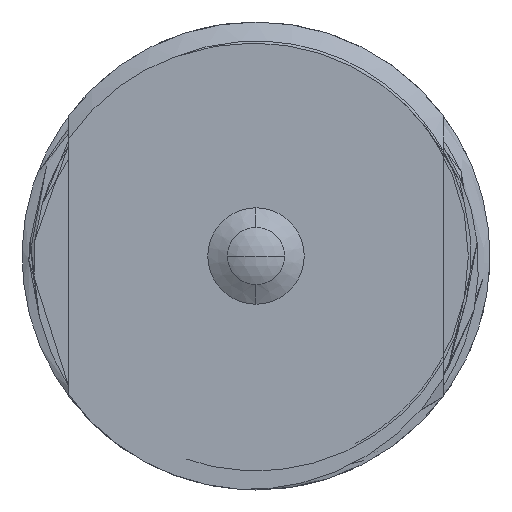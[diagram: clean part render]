
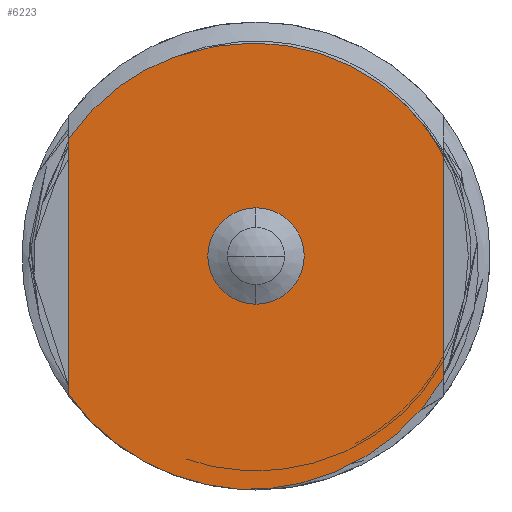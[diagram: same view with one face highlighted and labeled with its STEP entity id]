
A CAD part, left-side view. The second image highlights one B-rep face of the part: STEP entity #6223.
In plain terms, the highlighted planar face has unit normal (-1, 0, 0).
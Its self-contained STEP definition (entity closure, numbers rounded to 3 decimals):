
#78 = CARTESIAN_POINT ( 'NONE',  ( 0.407, 0., 0. ) ) ;
#240 = ORIENTED_EDGE ( 'NONE', *, *, #2956, .T. ) ;
#424 = VERTEX_POINT ( 'NONE', #5575 ) ;
#567 = ORIENTED_EDGE ( 'NONE', *, *, #2572, .F. ) ;
#749 = CARTESIAN_POINT ( 'NONE',  ( 0.407, 3.712, 2.894 ) ) ;
#840 = ORIENTED_EDGE ( 'NONE', *, *, #5465, .F. ) ;
#954 = CARTESIAN_POINT ( 'NONE',  ( 0.407, -1.959, -4.498 ) ) ;
#1030 = VERTEX_POINT ( 'NONE', #2004 ) ;
#1129 = CARTESIAN_POINT ( 'NONE',  ( 0.407, 0.389, 4.547 ) ) ;
#1182 = CARTESIAN_POINT ( 'NONE',  ( 0.407, 0.667, 4.52 ) ) ;
#1678 = CIRCLE ( 'NONE', #12420, 5. ) ;
#1714 = EDGE_CURVE ( 'NONE', #16259, #8925, #4246, .T. ) ;
#1915 = DIRECTION ( 'NONE',  ( -1., 0., 0. ) ) ;
#2004 = CARTESIAN_POINT ( 'NONE',  ( 0.407, 1.743, 4.251 ) ) ;
#2099 = CARTESIAN_POINT ( 'NONE',  ( 0.407, 2.195, 4.068 ) ) ;
#2128 = CARTESIAN_POINT ( 'NONE',  ( 0.407, -4., -2.62 ) ) ;
#2157 = DIRECTION ( 'NONE',  ( 0., 0., 1. ) ) ;
#2214 = CARTESIAN_POINT ( 'NONE',  ( 0.407, -4., 2.204 ) ) ;
#2301 = CARTESIAN_POINT ( 'NONE',  ( 0.407, -0.084, -4.987 ) ) ;
#2365 = EDGE_CURVE ( 'NONE', #14480, #424, #7803, .T. ) ;
#2474 = CARTESIAN_POINT ( 'NONE',  ( 0.407, -3.15, 3.288 ) ) ;
#2572 = EDGE_CURVE ( 'NONE', #8925, #1030, #13471, .T. ) ;
#2632 = CARTESIAN_POINT ( 'NONE',  ( 0.407, 1.743, 4.251 ) ) ;
#2956 = EDGE_CURVE ( 'NONE', #4374, #3020, #5821, .T. ) ;
#3020 = VERTEX_POINT ( 'NONE', #2214 ) ;
#3027 = ORIENTED_EDGE ( 'NONE', *, *, #7890, .F. ) ;
#3058 = CARTESIAN_POINT ( 'NONE',  ( 0.407, 0., 0. ) ) ;
#3392 = CARTESIAN_POINT ( 'NONE',  ( 0.407, -1.147, -4.808 ) ) ;
#3559 = CARTESIAN_POINT ( 'NONE',  ( 0.407, -3.037, -3.781 ) ) ;
#4105 = CARTESIAN_POINT ( 'NONE',  ( 0.407, 4., -2.951 ) ) ;
#4246 = LINE ( 'NONE', #7246, #8403 ) ;
#4298 = CARTESIAN_POINT ( 'NONE',  ( 0.407, 0., -1.031 ) ) ;
#4374 = VERTEX_POINT ( 'NONE', #8212 ) ;
#4588 = EDGE_LOOP ( 'NONE', ( #240, #840, #567, #12887, #14272, #14865, #3027 ) ) ;
#4697 = CARTESIAN_POINT ( 'NONE',  ( 0.407, -3.777, -2.995 ) ) ;
#5465 = EDGE_CURVE ( 'NONE', #1030, #3020, #8127, .T. ) ;
#5575 = CARTESIAN_POINT ( 'NONE',  ( 0.407, 0., 1.031 ) ) ;
#5602 = FACE_BOUND ( 'NONE', #7153, .T. ) ;
#5697 = EDGE_CURVE ( 'NONE', #13889, #16259, #12202, .T. ) ;
#5799 = ORIENTED_EDGE ( 'NONE', *, *, #2365, .F. ) ;
#5821 = LINE ( 'NONE', #6102, #16302 ) ;
#5938 = CARTESIAN_POINT ( 'NONE',  ( 0.407, 1.743, 4.251 ) ) ;
#5964 = CARTESIAN_POINT ( 'NONE',  ( 0.407, 0.354, -4.987 ) ) ;
#6022 = CARTESIAN_POINT ( 'NONE',  ( 0.407, -2.869, -3.922 ) ) ;
#6102 = CARTESIAN_POINT ( 'NONE',  ( 0.407, -4., 3.599 ) ) ;
#6140 = CARTESIAN_POINT ( 'NONE',  ( 0.407, -2.499, 3.799 ) ) ;
#6200 = CARTESIAN_POINT ( 'NONE',  ( 0.407, 0.354, -4.987 ) ) ;
#6223 = ADVANCED_FACE ( 'NONE', ( #5602, #11353 ), #15260, .F. ) ;
#6252 = CARTESIAN_POINT ( 'NONE',  ( 0.407, -0.435, 4.532 ) ) ;
#6420 = EDGE_CURVE ( 'NONE', #424, #14480, #11156, .T. ) ;
#7036 = CARTESIAN_POINT ( 'NONE',  ( 0.407, 3.199, 3.41 ) ) ;
#7153 = EDGE_LOOP ( 'NONE', ( #5799, #9508 ) ) ;
#7246 = CARTESIAN_POINT ( 'NONE',  ( 0.407, 4., 3.599 ) ) ;
#7317 = DIRECTION ( 'NONE',  ( 0., 0., 1. ) ) ;
#7411 = CARTESIAN_POINT ( 'NONE',  ( 0.407, -4., 2.204 ) ) ;
#7460 = CARTESIAN_POINT ( 'NONE',  ( 0.407, -1.251, 4.372 ) ) ;
#7676 = DIRECTION ( 'NONE',  ( 0., 0., -1. ) ) ;
#7803 = CIRCLE ( 'NONE', #11109, 1.031 ) ;
#7830 = DIRECTION ( 'NONE',  ( 0., 0., 1. ) ) ;
#7890 = EDGE_CURVE ( 'NONE', #4374, #11521, #15922, .T. ) ;
#8127 = B_SPLINE_CURVE_WITH_KNOTS ( 'NONE', 3,
 ( #2632, #16245, #12649, #1182, #1129, #12488, #6252, #11431, #7460, #10000, #13927, #6140, #14988, #2474, #13871, #15096, #15198, #7411 ),
 .UNSPECIFIED., .F., .F.,
 ( 4, 2, 2, 2, 2, 2, 2, 2, 4 ),
 ( 0., 0.001, 0.002, 0.003, 0.003, 0.004, 0.005, 0.006, 0.007 ),
 .UNSPECIFIED. ) ;
#8212 = CARTESIAN_POINT ( 'NONE',  ( 0.407, -4., -2.62 ) ) ;
#8228 = CARTESIAN_POINT ( 'NONE',  ( 0.407, 2.818, 3.705 ) ) ;
#8403 = VECTOR ( 'NONE', #9776, 1000. ) ;
#8440 = CARTESIAN_POINT ( 'NONE',  ( 0.407, -1.354, -4.744 ) ) ;
#8472 = CARTESIAN_POINT ( 'NONE',  ( 0.407, 1.972, 4.169 ) ) ;
#8685 = AXIS2_PLACEMENT_3D ( 'NONE', #78, #11591, #14084 ) ;
#8843 = CARTESIAN_POINT ( 'NONE',  ( 0.407, 1.031, 0. ) ) ;
#8925 = VERTEX_POINT ( 'NONE', #9372 ) ;
#9198 = AXIS2_PLACEMENT_3D ( 'NONE', #8843, #10112, #7676 ) ;
#9372 = CARTESIAN_POINT ( 'NONE',  ( 0.407, 4., 2.509 ) ) ;
#9508 = ORIENTED_EDGE ( 'NONE', *, *, #6420, .F. ) ;
#9739 = CARTESIAN_POINT ( 'NONE',  ( 0.407, 4., -2.951 ) ) ;
#9776 = DIRECTION ( 'NONE',  ( 0., 0., 1. ) ) ;
#9825 = CARTESIAN_POINT ( 'NONE',  ( 0.407, -0.516, -4.943 ) ) ;
#10000 = CARTESIAN_POINT ( 'NONE',  ( 0.407, -1.768, 4.188 ) ) ;
#10112 = DIRECTION ( 'NONE',  ( 1., 0., 0. ) ) ;
#11109 = AXIS2_PLACEMENT_3D ( 'NONE', #13505, #1915, #2157 ) ;
#11152 = CARTESIAN_POINT ( 'NONE',  ( 0.407, -0.728, -4.907 ) ) ;
#11156 = CIRCLE ( 'NONE', #8685, 1.031 ) ;
#11353 = FACE_OUTER_BOUND ( 'NONE', #4588, .T. ) ;
#11431 = CARTESIAN_POINT ( 'NONE',  ( 0.407, -0.98, 4.442 ) ) ;
#11521 = VERTEX_POINT ( 'NONE', #6200 ) ;
#11591 = DIRECTION ( 'NONE',  ( -1., 0., 0. ) ) ;
#11995 = CARTESIAN_POINT ( 'NONE',  ( 0.407, 3.38, 3.245 ) ) ;
#12202 = B_SPLINE_CURVE_WITH_KNOTS ( 'NONE', 3,
 ( #13722, #13559, #16150, #9739 ),
 .UNSPECIFIED., .F., .F.,
 ( 4, 4 ),
 ( 0., 0.001 ),
 .UNSPECIFIED. ) ;
#12420 = AXIS2_PLACEMENT_3D ( 'NONE', #3058, #15566, #7830 ) ;
#12488 = CARTESIAN_POINT ( 'NONE',  ( 0.407, -0.161, 4.553 ) ) ;
#12649 = CARTESIAN_POINT ( 'NONE',  ( 0.407, 1.212, 4.418 ) ) ;
#12887 = ORIENTED_EDGE ( 'NONE', *, *, #1714, .F. ) ;
#13333 = CARTESIAN_POINT ( 'NONE',  ( 0.407, 4., 2.509 ) ) ;
#13447 = CARTESIAN_POINT ( 'NONE',  ( 0.407, 2.617, 3.837 ) ) ;
#13471 = B_SPLINE_CURVE_WITH_KNOTS ( 'NONE', 3,
 ( #13333, #14605, #749, #11995, #7036, #8228, #13447, #2099, #8472, #5938 ),
 .UNSPECIFIED., .F., .F.,
 ( 4, 2, 2, 2, 4 ),
 ( 0.007, 0.007, 0.008, 0.009, 0.009 ),
 .UNSPECIFIED. ) ;
#13475 = CARTESIAN_POINT ( 'NONE',  ( 0.407, -3.508, -3.331 ) ) ;
#13505 = CARTESIAN_POINT ( 'NONE',  ( 0.407, 0., 0. ) ) ;
#13559 = CARTESIAN_POINT ( 'NONE',  ( 0.407, 3.714, -3.343 ) ) ;
#13639 = CARTESIAN_POINT ( 'NONE',  ( 0.407, 0.135, -4.994 ) ) ;
#13722 = CARTESIAN_POINT ( 'NONE',  ( 0.407, 3.549, -3.523 ) ) ;
#13871 = CARTESIAN_POINT ( 'NONE',  ( 0.407, -3.345, 3.094 ) ) ;
#13889 = VERTEX_POINT ( 'NONE', #15104 ) ;
#13927 = CARTESIAN_POINT ( 'NONE',  ( 0.407, -2.018, 4.073 ) ) ;
#14084 = DIRECTION ( 'NONE',  ( 0., 0., 1. ) ) ;
#14272 = ORIENTED_EDGE ( 'NONE', *, *, #5697, .F. ) ;
#14480 = VERTEX_POINT ( 'NONE', #4298 ) ;
#14605 = CARTESIAN_POINT ( 'NONE',  ( 0.407, 3.863, 2.707 ) ) ;
#14756 = CARTESIAN_POINT ( 'NONE',  ( 0.407, -2.338, -4.292 ) ) ;
#14865 = ORIENTED_EDGE ( 'NONE', *, *, #14899, .T. ) ;
#14899 = EDGE_CURVE ( 'NONE', #13889, #11521, #1678, .T. ) ;
#14976 = CARTESIAN_POINT ( 'NONE',  ( 0.407, -1.76, -4.589 ) ) ;
#14988 = CARTESIAN_POINT ( 'NONE',  ( 0.407, -2.728, 3.64 ) ) ;
#15096 = CARTESIAN_POINT ( 'NONE',  ( 0.407, -3.702, 2.669 ) ) ;
#15104 = CARTESIAN_POINT ( 'NONE',  ( 0.407, 3.549, -3.523 ) ) ;
#15198 = CARTESIAN_POINT ( 'NONE',  ( 0.407, -3.861, 2.442 ) ) ;
#15260 = PLANE ( 'NONE',  #9198 ) ;
#15566 = DIRECTION ( 'NONE',  ( -1., 0., 0. ) ) ;
#15922 = B_SPLINE_CURVE_WITH_KNOTS ( 'NONE', 3,
 ( #2128, #4697, #13475, #3559, #6022, #16181, #14756, #954, #14976, #8440, #3392, #11152, #9825, #2301, #13639, #5964 ),
 .UNSPECIFIED., .F., .F.,
 ( 4, 2, 2, 2, 2, 2, 2, 4 ),
 ( 0.004, 0.006, 0.006, 0.007, 0.008, 0.008, 0.009, 0.009 ),
 .UNSPECIFIED. ) ;
#16150 = CARTESIAN_POINT ( 'NONE',  ( 0.407, 3.864, -3.152 ) ) ;
#16181 = CARTESIAN_POINT ( 'NONE',  ( 0.407, -2.52, -4.176 ) ) ;
#16245 = CARTESIAN_POINT ( 'NONE',  ( 0.407, 1.48, 4.344 ) ) ;
#16259 = VERTEX_POINT ( 'NONE', #4105 ) ;
#16302 = VECTOR ( 'NONE', #7317, 1000. ) ;
